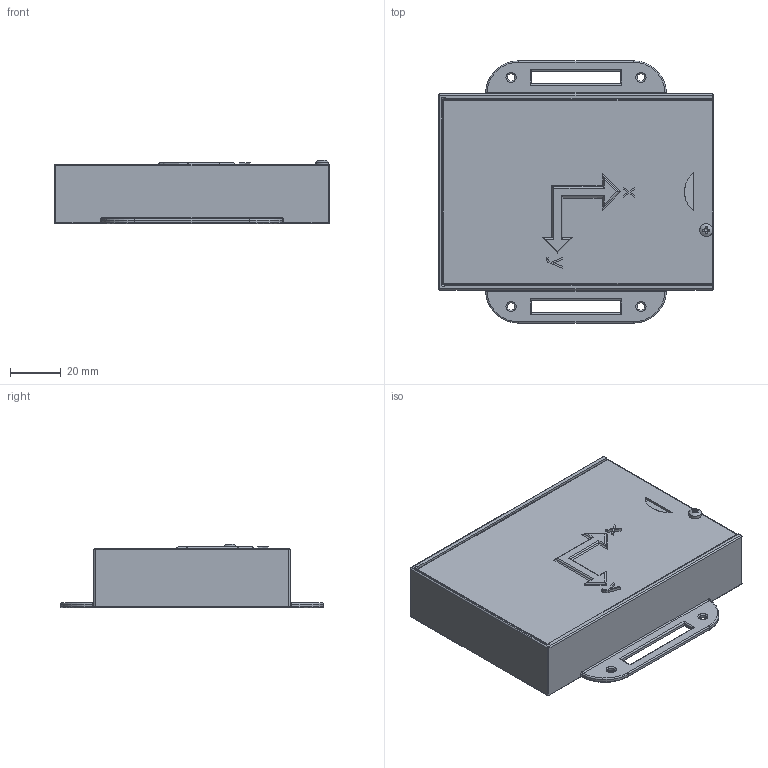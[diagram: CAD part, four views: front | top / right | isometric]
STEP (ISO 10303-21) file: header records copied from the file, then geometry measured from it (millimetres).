
FILE_DESCRIPTION(/* description */ ('STEP AP214'),/* implementation_level */ '2;1');
FILE_NAME(/* name */ '612e503356b95e0a0d5da595',/* time_stamp */ '2021-08-31T15:52:21+00:00',/* author */ (''),/* organization */ (''),/* preprocessor_version */ 'ST-DEVELOPER v18.1',/* originating_system */ ' ',/* authorisation */ ' ');
FILE_SCHEMA (('AUTOMOTIVE_DESIGN {1 0 10303 214 3 1 1}'));
Length unit declared in the file: metre
Products named in the file (15): Assembly; SOLID; SOLID_2; SOLID_1; COMPOUND; PZ Pan head screw M2.5x0.45 x 4; Cap; Envelope box
Assembly tree (18 placements, depth 2):
  Assembly
    SOLID
    SOLID_2
    SOLID_1
    COMPOUND
    SOLID
    SOLID
    COMPOUND
    COMPOUND
    SOLID_1
    SOLID
    SOLID
    PZ Pan head screw M2.5x0.45 x 4  x5
    Cap
    Envelope box
Bounding box: 108 x 103 x 25.01 mm (x, y, z)
Volume: 57923.1 mm3; surface area: 69200.2 mm2
Topology: 18 solids, 18 shells, 1061 faces, 2619 edges, 1597 vertices
Faces by surface type: plane 545, cylinder 350, torus 85, cone 30, bspline 26, sphere 25
Full cylindrical faces by diameter (mm): 0.5 x15, 0.7 x6, 0.762 x75, 0.8 x10, 0.9 x2, 0.95 x3, 1 x2, 1.44 x3, 1.6 x6, 2 x3, 2.02 x1, 2.5 x10, 3 x8, 5 x5, 12 x1
Entity records: 28709 total; most frequent: CARTESIAN_POINT 5351, DIRECTION 4605, ORIENTED_EDGE 4230, EDGE_CURVE 2115, AXIS2_PLACEMENT_3D 1634, VERTEX_POINT 1412, FACE_BOUND 1383, EDGE_LOOP 1382
